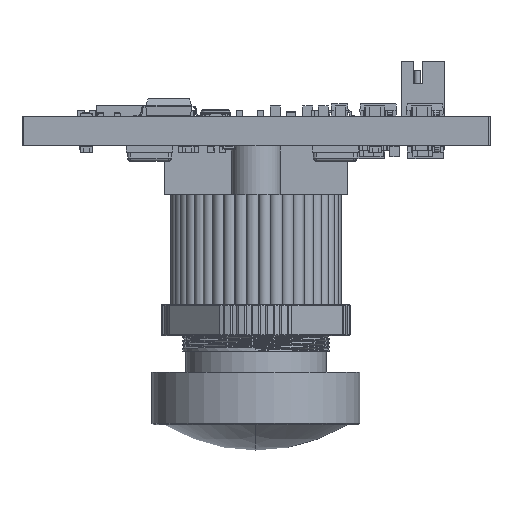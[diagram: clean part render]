
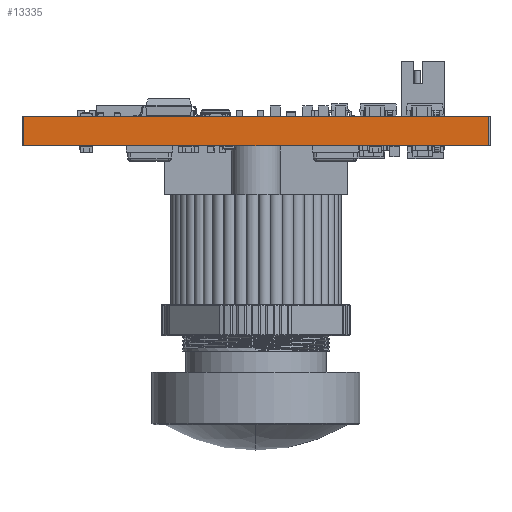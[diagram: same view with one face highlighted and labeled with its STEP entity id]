
A CAD part, left-side view. The second image highlights one B-rep face of the part: STEP entity #13335.
In plain terms, the highlighted planar face has unit normal (-1, 0, 0).
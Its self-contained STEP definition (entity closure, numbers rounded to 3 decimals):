
#3683 = CARTESIAN_POINT ( 'NONE',  ( -19.127, 19., 0. ) ) ;
#5272 = LINE ( 'NONE', #102805, #44546 ) ;
#6825 = DIRECTION ( 'NONE',  ( 0., -1., 0. ) ) ;
#8710 = VERTEX_POINT ( 'NONE', #3683 ) ;
#9600 = DIRECTION ( 'NONE',  ( 0., -1., 0. ) ) ;
#10119 = CARTESIAN_POINT ( 'NONE',  ( -19.127, 19., 0. ) ) ;
#13335 = ADVANCED_FACE ( 'NONE', ( #84584 ), #61045, .F. ) ;
#17050 = VECTOR ( 'NONE', #83544, 1000. ) ;
#22848 = AXIS2_PLACEMENT_3D ( 'NONE', #27961, #35827, #59486 ) ;
#24087 = LINE ( 'NONE', #95462, #72034 ) ;
#27961 = CARTESIAN_POINT ( 'NONE',  ( -19.127, 19., 0. ) ) ;
#33020 = EDGE_CURVE ( 'NONE', #45459, #96593, #60527, .T. ) ;
#35827 = DIRECTION ( 'NONE',  ( 1., 0., 0. ) ) ;
#40190 = ORIENTED_EDGE ( 'NONE', *, *, #86267, .F. ) ;
#44546 = VECTOR ( 'NONE', #45699, 1000. ) ;
#45459 = VERTEX_POINT ( 'NONE', #82911 ) ;
#45699 = DIRECTION ( 'NONE',  ( 0., 0., 1. ) ) ;
#48530 = VECTOR ( 'NONE', #9600, 1000. ) ;
#49032 = LINE ( 'NONE', #10119, #48530 ) ;
#50965 = ORIENTED_EDGE ( 'NONE', *, *, #80055, .F. ) ;
#57112 = EDGE_CURVE ( 'NONE', #8710, #45459, #49032, .T. ) ;
#58012 = CARTESIAN_POINT ( 'NONE',  ( -19.127, -19., 2.382 ) ) ;
#59486 = DIRECTION ( 'NONE',  ( 0., 1., 0. ) ) ;
#60527 = LINE ( 'NONE', #101352, #17050 ) ;
#61045 = PLANE ( 'NONE',  #22848 ) ;
#69218 = ORIENTED_EDGE ( 'NONE', *, *, #57112, .T. ) ;
#70715 = EDGE_LOOP ( 'NONE', ( #69218, #89434, #40190, #50965 ) ) ;
#72034 = VECTOR ( 'NONE', #6825, 1000. ) ;
#79652 = CARTESIAN_POINT ( 'NONE',  ( -19.127, 19., 2.382 ) ) ;
#80055 = EDGE_CURVE ( 'NONE', #8710, #91692, #5272, .T. ) ;
#82911 = CARTESIAN_POINT ( 'NONE',  ( -19.127, -19., 0. ) ) ;
#83544 = DIRECTION ( 'NONE',  ( 0., 0., 1. ) ) ;
#84584 = FACE_OUTER_BOUND ( 'NONE', #70715, .T. ) ;
#86267 = EDGE_CURVE ( 'NONE', #91692, #96593, #24087, .T. ) ;
#89434 = ORIENTED_EDGE ( 'NONE', *, *, #33020, .T. ) ;
#91692 = VERTEX_POINT ( 'NONE', #79652 ) ;
#95462 = CARTESIAN_POINT ( 'NONE',  ( -19.127, 19., 2.382 ) ) ;
#96593 = VERTEX_POINT ( 'NONE', #58012 ) ;
#101352 = CARTESIAN_POINT ( 'NONE',  ( -19.127, -19., 0. ) ) ;
#102805 = CARTESIAN_POINT ( 'NONE',  ( -19.127, 19., 0. ) ) ;
